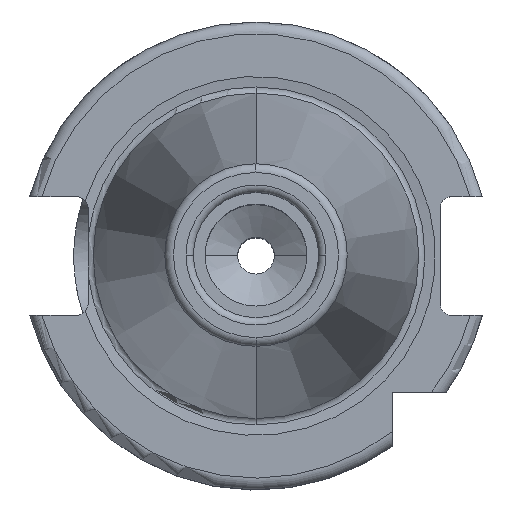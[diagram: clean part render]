
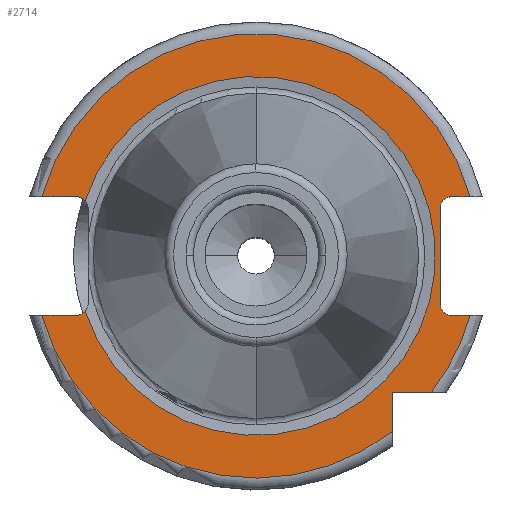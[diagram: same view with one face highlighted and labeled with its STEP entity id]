
A CAD part, top view. The second image highlights one B-rep face of the part: STEP entity #2714.
In plain terms, the highlighted face is planar.
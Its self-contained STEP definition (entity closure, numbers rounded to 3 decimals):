
#68=CARTESIAN_POINT('',(-26.6,6.45,3.2));
#69=DIRECTION('',(0.,0.,1.));
#70=DIRECTION('',(1.,0.,0.));
#71=AXIS2_PLACEMENT_3D('',#68,#69,#70);
#211=CARTESIAN_POINT('',(-26.6,-6.45,3.2));
#212=DIRECTION('',(0.,0.,1.));
#213=DIRECTION('',(0.,-1.,0.));
#214=AXIS2_PLACEMENT_3D('',#211,#212,#213);
#219=DIRECTION('',(0.,1.,0.));
#220=VECTOR('',#219,12.9);
#221=CARTESIAN_POINT('',(-25.,-6.45,3.2));
#222=LINE('',#221,#220);
#226=DIRECTION('',(1.,0.,0.));
#227=VECTOR('',#226,2.481);
#228=CARTESIAN_POINT('',(-29.081,-8.05,3.2));
#229=LINE('',#228,#227);
#233=DIRECTION('',(-1.,0.,0.));
#234=VECTOR('',#233,5.339);
#235=CARTESIAN_POINT('',(-18.5,-18.5,3.2));
#236=LINE('',#235,#234);
#240=DIRECTION('',(0.,1.,0.));
#241=VECTOR('',#240,5.339);
#242=CARTESIAN_POINT('',(-18.5,-23.839,3.2));
#243=LINE('',#242,#241);
#247=DIRECTION('',(-1.,0.,0.));
#248=VECTOR('',#247,4.681);
#249=CARTESIAN_POINT('',(29.081,-8.05,3.2));
#250=LINE('',#249,#248);
#254=DIRECTION('',(-1.,0.,0.));
#255=VECTOR('',#254,4.681);
#256=CARTESIAN_POINT('',(29.081,8.05,3.2));
#257=LINE('',#256,#255);
#261=DIRECTION('',(1.,0.,0.));
#262=VECTOR('',#261,2.481);
#263=CARTESIAN_POINT('',(-29.081,8.05,3.2));
#264=LINE('',#263,#262);
#268=CARTESIAN_POINT('',(-29.081,8.05,3.2));
#280=CARTESIAN_POINT('',(0.,0.,3.2));
#281=DIRECTION('',(0.,0.,-1.));
#282=DIRECTION('',(-0.964,0.267,0.));
#283=AXIS2_PLACEMENT_3D('',#280,#281,#282);
#295=CARTESIAN_POINT('',(29.081,8.05,3.2));
#328=CARTESIAN_POINT('',(29.081,-8.05,3.2));
#340=CARTESIAN_POINT('',(0.,0.,3.2));
#341=DIRECTION('',(0.,0.,-1.));
#342=DIRECTION('',(0.964,-0.267,0.));
#343=AXIS2_PLACEMENT_3D('',#340,#341,#342);
#360=CARTESIAN_POINT('',(0.,0.,3.2));
#361=DIRECTION('',(0.,0.,-1.));
#362=DIRECTION('',(-0.79,-0.613,0.));
#363=AXIS2_PLACEMENT_3D('',#360,#361,#362);
#375=CARTESIAN_POINT('',(-29.081,-8.05,3.2));
#468=CARTESIAN_POINT('',(24.4,6.45,3.2));
#469=DIRECTION('',(0.,0.,1.));
#470=DIRECTION('',(0.,1.,0.));
#471=AXIS2_PLACEMENT_3D('',#468,#469,#470);
#514=CARTESIAN_POINT('',(0.,0.,3.2));
#515=DIRECTION('',(0.,0.,1.));
#516=DIRECTION('',(0.952,0.308,0.));
#517=AXIS2_PLACEMENT_3D('',#514,#515,#516);
#534=CARTESIAN_POINT('',(23.189,-7.496,3.2));
#539=CARTESIAN_POINT('',(24.4,-6.45,3.2));
#540=DIRECTION('',(0.,0.,1.));
#541=DIRECTION('',(-0.757,-0.654,0.));
#542=AXIS2_PLACEMENT_3D('',#539,#540,#541);
#2302=VERTEX_POINT('',#328);
#2303=VERTEX_POINT('',#295);
#2348=VERTEX_POINT('',#268);
#2349=VERTEX_POINT('',#375);
#2374=CARTESIAN_POINT('',(-18.5,-23.839,3.2));
#2375=CARTESIAN_POINT('',(-18.5,-18.5,3.2));
#2376=VERTEX_POINT('',#2374);
#2377=VERTEX_POINT('',#2375);
#2378=CARTESIAN_POINT('',(-23.839,-18.5,3.2));
#2379=VERTEX_POINT('',#2378);
#2426=CARTESIAN_POINT('',(-25.,6.45,3.2));
#2428=VERTEX_POINT('',#2426);
#2430=CARTESIAN_POINT('',(-26.6,8.05,3.2));
#2432=VERTEX_POINT('',#2430);
#2435=CARTESIAN_POINT('',(-25.,-6.45,3.2));
#2437=VERTEX_POINT('',#2435);
#2439=CARTESIAN_POINT('',(-26.6,-8.05,3.2));
#2441=VERTEX_POINT('',#2439);
#2447=CARTESIAN_POINT('',(24.4,8.05,3.2));
#2449=VERTEX_POINT('',#2447);
#2454=CARTESIAN_POINT('',(24.4,-8.05,3.2));
#2456=VERTEX_POINT('',#2454);
#2460=CARTESIAN_POINT('',(23.189,7.496,3.2));
#2461=VERTEX_POINT('',#2460);
#2462=VERTEX_POINT('',#534);
#2682=CARTESIAN_POINT('',(0.,0.,3.2));
#2683=DIRECTION('',(0.,0.,-1.));
#2684=DIRECTION('',(0.,-1.,0.));
#2685=AXIS2_PLACEMENT_3D('',#2682,#2683,#2684);
#2686=PLANE('',#2685);
#2687=ORIENTED_EDGE('',*,*,#2591,.F.);
#2688=ORIENTED_EDGE('',*,*,#2677,.F.);
#2689=ORIENTED_EDGE('',*,*,#2664,.F.);
#2691=ORIENTED_EDGE('',*,*,#2690,.F.);
#2693=ORIENTED_EDGE('',*,*,#2692,.F.);
#2695=ORIENTED_EDGE('',*,*,#2694,.F.);
#2697=ORIENTED_EDGE('',*,*,#2696,.F.);
#2699=ORIENTED_EDGE('',*,*,#2698,.T.);
#2701=ORIENTED_EDGE('',*,*,#2700,.F.);
#2703=ORIENTED_EDGE('',*,*,#2702,.F.);
#2705=ORIENTED_EDGE('',*,*,#2704,.F.);
#2707=ORIENTED_EDGE('',*,*,#2706,.F.);
#2709=ORIENTED_EDGE('',*,*,#2708,.F.);
#2710=ORIENTED_EDGE('',*,*,#2538,.T.);
#2711=ORIENTED_EDGE('',*,*,#2573,.F.);
#2712=EDGE_LOOP('',(#2687,#2688,#2689,#2691,#2693,#2695,#2697,#2699,#2701,#2703,
#2705,#2707,#2709,#2710,#2711));
#2713=FACE_OUTER_BOUND('',#2712,.F.);
#2714=ADVANCED_FACE('',(#2713),#2686,.T.);
#72=CIRCLE('',#71,1.6);
#215=CIRCLE('',#214,1.6);
#284=CIRCLE('',#283,30.175);
#344=CIRCLE('',#343,30.175);
#364=CIRCLE('',#363,30.175);
#472=CIRCLE('',#471,1.6);
#518=CIRCLE('',#517,24.371);
#543=CIRCLE('',#542,1.6);
#2538=EDGE_CURVE('',#2348,#2432,#264,.T.);
#2573=EDGE_CURVE('',#2428,#2432,#72,.T.);
#2591=EDGE_CURVE('',#2437,#2428,#222,.T.);
#2664=EDGE_CURVE('',#2349,#2441,#229,.T.);
#2677=EDGE_CURVE('',#2441,#2437,#215,.T.);
#2690=EDGE_CURVE('',#2379,#2349,#364,.T.);
#2692=EDGE_CURVE('',#2377,#2379,#236,.T.);
#2694=EDGE_CURVE('',#2376,#2377,#243,.T.);
#2696=EDGE_CURVE('',#2302,#2376,#344,.T.);
#2698=EDGE_CURVE('',#2302,#2456,#250,.T.);
#2700=EDGE_CURVE('',#2462,#2456,#543,.T.);
#2702=EDGE_CURVE('',#2461,#2462,#518,.T.);
#2704=EDGE_CURVE('',#2449,#2461,#472,.T.);
#2706=EDGE_CURVE('',#2303,#2449,#257,.T.);
#2708=EDGE_CURVE('',#2348,#2303,#284,.T.);
